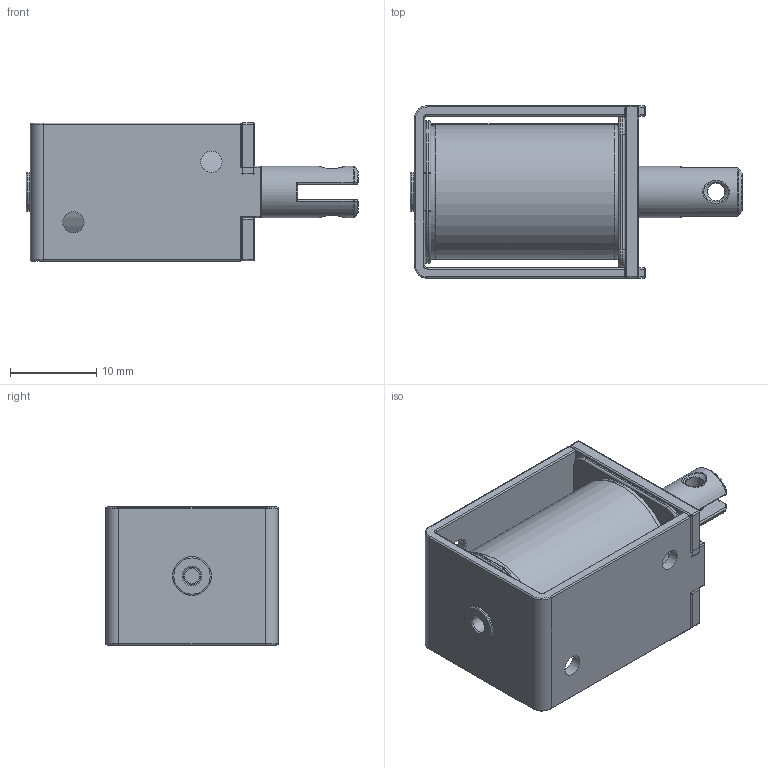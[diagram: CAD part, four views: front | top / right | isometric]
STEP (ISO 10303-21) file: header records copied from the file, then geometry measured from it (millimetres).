
FILE_DESCRIPTION(/* description */ ('Unknown'),/* implementation_level */ '2;1');
FILE_NAME(/* name */ 'SK-A0626',/* time_stamp */ '2021-04-20T08:59:05+01:00',/* author */ ('Unknown'),/* organization */ ('Unknown'),/* preprocessor_version */ 'ST-DEVELOPER v16.7',/* originating_system */ 'DEX',/* authorisation */ $);
FILE_SCHEMA (('AUTOMOTIVE_DESIGN {1 0 10303 214 3 1 1}'));
Length unit declared in the file: millimetre
Products named in the file (10): SK-A0626-parametric; SK-A0626-fixed; SK-A0626-frame; SK-A0626-stop; SK-A0626-coil; SK-A0626-bobbin; SK-A0626-tape; SK-A0626-end; SK-A0626-plunger
Assembly tree (9 placements, depth 4):
  SK-A0626-parametric
    SK-A0626-fixed
      SK-A0626-frame
      SK-A0626-stop
      SK-A0626-coil
        SK-A0626-bobbin
        SK-A0626-coil
        SK-A0626-tape
      SK-A0626-end
    SK-A0626-plunger
Bounding box: 38.5 x 20 x 16 mm (x, y, z)
Volume: 6172.2 mm3; surface area: 14010.3 mm2
Topology: 7 solids, 7 shells, 297 faces, 670 edges, 349 vertices
Faces by surface type: cylinder 123, plane 59, torus 53, sphere 48, bspline 8, cone 6
Full cylindrical faces by diameter (mm): 2 x3, 2.459 x4, 3.5 x2, 4.5 x1, 6 x1, 6.3 x1, 6.4 x1, 7.4 x2, 7.5 x1, 8.6 x1, 15.6 x1
Entity records: 8849 total; most frequent: CARTESIAN_POINT 1768, DIRECTION 1448, ORIENTED_EDGE 1110, AXIS2_PLACEMENT_3D 614, EDGE_CURVE 555, EDGE_LOOP 376, FACE_BOUND 376, VERTEX_POINT 329
